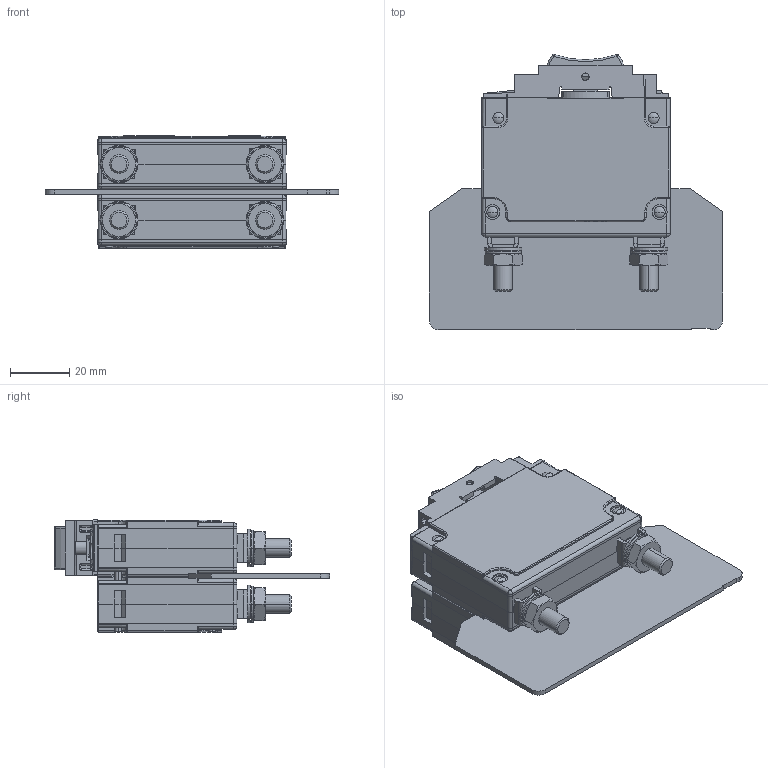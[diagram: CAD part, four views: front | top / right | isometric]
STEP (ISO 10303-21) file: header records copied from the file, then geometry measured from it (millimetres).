
FILE_DESCRIPTION((''),'2;1');
FILE_NAME('CF2_STUD_LIST','2012-01-25T',('danboyden'),(''),'PRO/ENGINEER BY PARAMETRIC TECHNOLOGY CORPORATION, 2010280','PRO/ENGINEER BY PARAMETRIC TECHNOLOGY CORPORATION, 2010280','');
FILE_SCHEMA(('CONFIG_CONTROL_DESIGN'));
Products named in the file (1): CF2_STUD_LIST
Bounding box: 99.06 x 92.84 x 37.85 mm (x, y, z)
Volume: 63331.7 mm3; surface area: 58002.4 mm2
Topology: 2 solids, 2 shells, 5513 faces, 15445 edges, 9994 vertices
Faces by surface type: plane 4156, cylinder 676, cone 198, extrusion 198, bspline 195, torus 54, sphere 36
Entity records: 188217 total; most frequent: CARTESIAN_POINT 48501, ORIENTED_EDGE 30858, DIRECTION 25776, EDGE_CURVE 15429, VECTOR 12890, LINE 12692, VERTEX_POINT 9994, AXIS2_PLACEMENT_3D 6443
